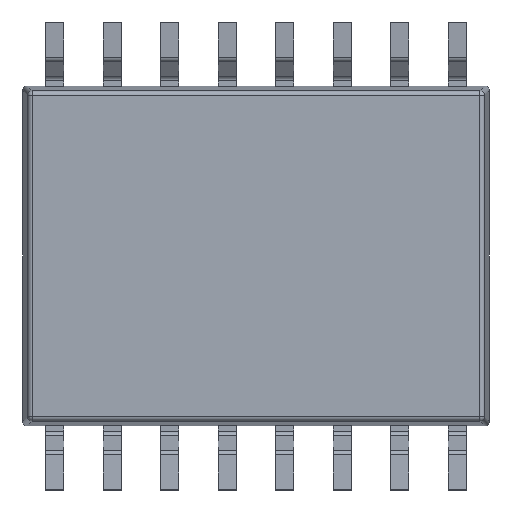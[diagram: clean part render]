
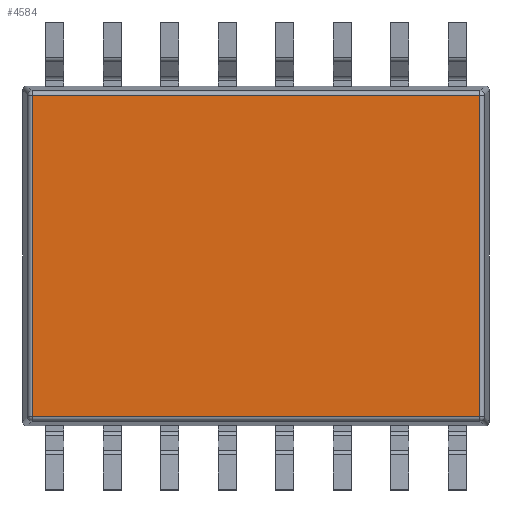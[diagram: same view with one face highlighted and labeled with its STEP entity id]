
A CAD part, front view. The second image highlights one B-rep face of the part: STEP entity #4584.
In plain terms, the highlighted planar face has unit normal (0, -1, 0).
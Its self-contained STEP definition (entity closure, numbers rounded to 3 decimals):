
#193 = VECTOR ( 'NONE', #5898, 1000. ) ;
#327 = VECTOR ( 'NONE', #7074, 1000. ) ;
#999 = EDGE_LOOP ( 'NONE', ( #4668, #5449, #8688, #5201 ) ) ;
#1463 = FACE_OUTER_BOUND ( 'NONE', #999, .T. ) ;
#1867 = VERTEX_POINT ( 'NONE', #6793 ) ;
#2098 = VECTOR ( 'NONE', #4455, 1000. ) ;
#2747 = AXIS2_PLACEMENT_3D ( 'NONE', #3433, #4192, #8435 ) ;
#2872 = EDGE_CURVE ( 'NONE', #4246, #7595, #2919, .T. ) ;
#2919 = LINE ( 'NONE', #7430, #193 ) ;
#3233 = VERTEX_POINT ( 'NONE', #3829 ) ;
#3427 = CARTESIAN_POINT ( 'NONE',  ( 4.942, 0., 3.634 ) ) ;
#3433 = CARTESIAN_POINT ( 'NONE',  ( 0., 0., 0. ) ) ;
#3467 = DIRECTION ( 'NONE',  ( 0., 0., 1. ) ) ;
#3736 = CARTESIAN_POINT ( 'NONE',  ( -5.034, 0., 3.542 ) ) ;
#3829 = CARTESIAN_POINT ( 'NONE',  ( 4.942, 0., 3.542 ) ) ;
#4137 = VECTOR ( 'NONE', #3467, 1000. ) ;
#4192 = DIRECTION ( 'NONE',  ( 0., 1., 0. ) ) ;
#4246 = VERTEX_POINT ( 'NONE', #5476 ) ;
#4455 = DIRECTION ( 'NONE',  ( 1., 0., 0. ) ) ;
#4584 = ADVANCED_FACE ( 'NONE', ( #1463 ), #8470, .F. ) ;
#4668 = ORIENTED_EDGE ( 'NONE', *, *, #9847, .T. ) ;
#5201 = ORIENTED_EDGE ( 'NONE', *, *, #5371, .T. ) ;
#5371 = EDGE_CURVE ( 'NONE', #7595, #1867, #6352, .T. ) ;
#5449 = ORIENTED_EDGE ( 'NONE', *, *, #6378, .T. ) ;
#5461 = LINE ( 'NONE', #3427, #4137 ) ;
#5476 = CARTESIAN_POINT ( 'NONE',  ( -4.942, 0., 3.542 ) ) ;
#5898 = DIRECTION ( 'NONE',  ( 0., 0., -1. ) ) ;
#6352 = LINE ( 'NONE', #9292, #2098 ) ;
#6378 = EDGE_CURVE ( 'NONE', #3233, #4246, #7508, .T. ) ;
#6793 = CARTESIAN_POINT ( 'NONE',  ( 4.942, 0., -3.542 ) ) ;
#7074 = DIRECTION ( 'NONE',  ( -1., 0., 0. ) ) ;
#7430 = CARTESIAN_POINT ( 'NONE',  ( -4.942, 0., -3.634 ) ) ;
#7508 = LINE ( 'NONE', #3736, #327 ) ;
#7595 = VERTEX_POINT ( 'NONE', #10340 ) ;
#8435 = DIRECTION ( 'NONE',  ( 0., 0., 1. ) ) ;
#8470 = PLANE ( 'NONE',  #2747 ) ;
#8688 = ORIENTED_EDGE ( 'NONE', *, *, #2872, .T. ) ;
#9292 = CARTESIAN_POINT ( 'NONE',  ( 5.034, 0., -3.542 ) ) ;
#9847 = EDGE_CURVE ( 'NONE', #1867, #3233, #5461, .T. ) ;
#10340 = CARTESIAN_POINT ( 'NONE',  ( -4.942, 0., -3.542 ) ) ;
